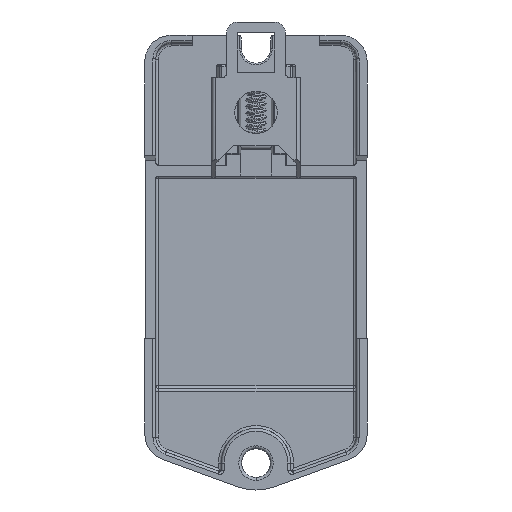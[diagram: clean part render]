
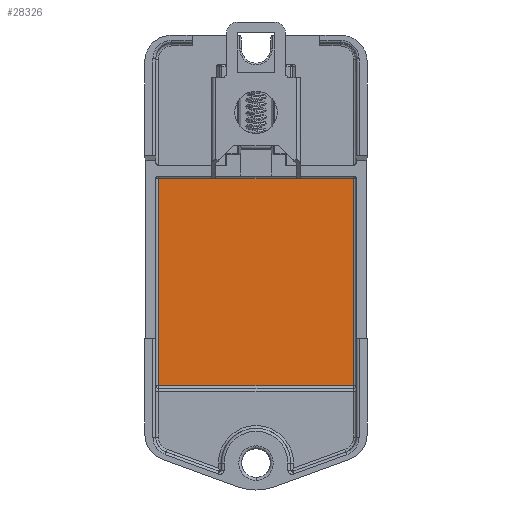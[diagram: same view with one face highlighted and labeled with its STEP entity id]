
A CAD part, front view. The second image highlights one B-rep face of the part: STEP entity #28326.
In plain terms, the highlighted planar face has unit normal (0, -1, 0).
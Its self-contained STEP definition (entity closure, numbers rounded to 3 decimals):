
#7199=DIRECTION('',(0.,0.,-1.));
#7200=VECTOR('',#7199,38.965);
#7201=CARTESIAN_POINT('',(18.333,-1.5,14.483));
#7202=LINE('',#7201,#7200);
#7226=DIRECTION('',(1.,0.,0.));
#7227=VECTOR('',#7226,36.665);
#7228=CARTESIAN_POINT('',(-18.333,-1.5,-24.483));
#7229=LINE('',#7228,#7227);
#7292=DIRECTION('',(0.,0.,-1.));
#7293=VECTOR('',#7292,38.965);
#7294=CARTESIAN_POINT('',(-18.333,-1.5,14.483));
#7295=LINE('',#7294,#7293);
#7310=DIRECTION('',(-1.,0.,0.));
#7311=VECTOR('',#7310,36.665);
#7312=CARTESIAN_POINT('',(18.333,-1.5,14.483));
#7313=LINE('',#7312,#7311);
#14723=CARTESIAN_POINT('',(-18.333,-1.5,-24.483));
#14724=CARTESIAN_POINT('',(18.333,-1.5,-24.483));
#14725=VERTEX_POINT('',#14723);
#14726=VERTEX_POINT('',#14724);
#14727=CARTESIAN_POINT('',(18.333,-1.5,14.483));
#14728=VERTEX_POINT('',#14727);
#14739=CARTESIAN_POINT('',(-18.333,-1.5,14.483));
#14740=VERTEX_POINT('',#14739);
#28312=CARTESIAN_POINT('',(18.85,-1.5,15.));
#28313=DIRECTION('',(0.,1.,0.));
#28314=DIRECTION('',(-1.,0.,0.));
#28315=AXIS2_PLACEMENT_3D('',#28312,#28313,#28314);
#28316=PLANE('',#28315);
#28318=ORIENTED_EDGE('',*,*,#28317,.F.);
#28320=ORIENTED_EDGE('',*,*,#28319,.F.);
#28322=ORIENTED_EDGE('',*,*,#28321,.F.);
#28323=ORIENTED_EDGE('',*,*,#28303,.T.);
#28324=EDGE_LOOP('',(#28318,#28320,#28322,#28323));
#28325=FACE_OUTER_BOUND('',#28324,.F.);
#28326=ADVANCED_FACE('',(#28325),#28316,.F.);
#28303=EDGE_CURVE('',#14728,#14726,#7202,.T.);
#28317=EDGE_CURVE('',#14725,#14726,#7229,.T.);
#28319=EDGE_CURVE('',#14740,#14725,#7295,.T.);
#28321=EDGE_CURVE('',#14728,#14740,#7313,.T.);
